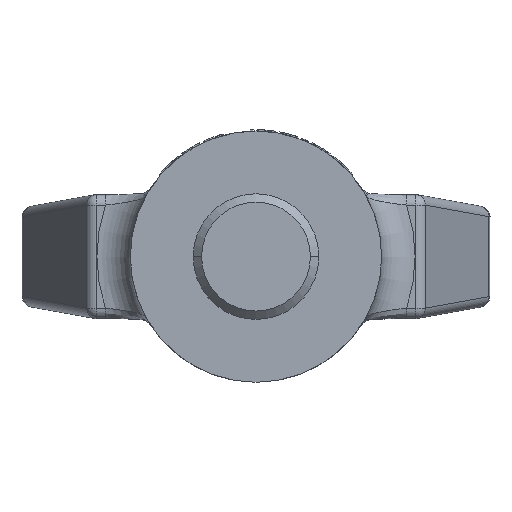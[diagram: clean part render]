
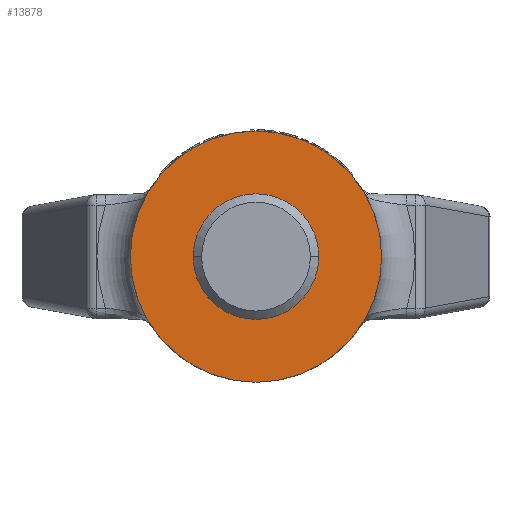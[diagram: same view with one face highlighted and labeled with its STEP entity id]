
A CAD part, front view. The second image highlights one B-rep face of the part: STEP entity #13878.
In plain terms, the highlighted planar face has unit normal (0, -1, 0).
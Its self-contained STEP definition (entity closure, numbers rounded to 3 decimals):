
#3668=CARTESIAN_POINT('',(0.,-56.,0.));
#3669=DIRECTION('',(0.,-1.,0.));
#3670=DIRECTION('',(-1.,0.,0.));
#3671=AXIS2_PLACEMENT_3D('',#3668,#3669,#3670);
#3673=CARTESIAN_POINT('',(0.,-56.,0.));
#3674=DIRECTION('',(0.,1.,0.));
#3675=DIRECTION('',(-1.,0.,0.));
#3676=AXIS2_PLACEMENT_3D('',#3673,#3674,#3675);
#6644=CARTESIAN_POINT('',(-30.,-56.,0.));
#6645=CARTESIAN_POINT('',(30.,-56.,0.));
#6646=VERTEX_POINT('',#6644);
#6647=VERTEX_POINT('',#6645);
#13869=CARTESIAN_POINT('',(0.,-56.,0.));
#13870=DIRECTION('',(0.,1.,0.));
#13871=DIRECTION('',(1.,0.,0.));
#13872=AXIS2_PLACEMENT_3D('',#13869,#13870,#13871);
#13873=PLANE('',#13872);
#13874=ORIENTED_EDGE('',*,*,#11082,.F.);
#13875=ORIENTED_EDGE('',*,*,#8379,.T.);
#13876=EDGE_LOOP('',(#13874,#13875));
#13877=FACE_OUTER_BOUND('',#13876,.F.);
#13878=ADVANCED_FACE('',(#13877),#13873,.F.);
#3672=CIRCLE('',#3671,30.);
#3677=CIRCLE('',#3676,30.);
#8379=EDGE_CURVE('',#6646,#6647,#3677,.T.);
#11082=EDGE_CURVE('',#6646,#6647,#3672,.T.);
